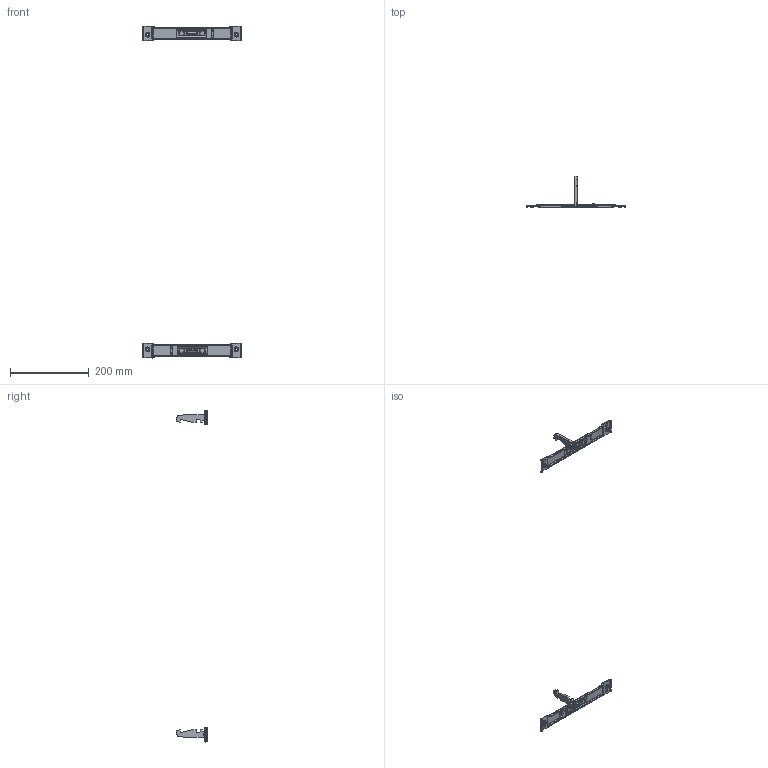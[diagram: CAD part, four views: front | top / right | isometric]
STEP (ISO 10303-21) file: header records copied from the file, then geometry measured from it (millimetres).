
FILE_DESCRIPTION(/* description */ (''),/* implementation_level */ '2;1');
FILE_NAME(/* name */ '3D_100-0585-XX.sat.ipt.stp',/* time_stamp */ '2023-05-08T11:53:12+02:00',/* author */ (''),/* organization */ (''),/* preprocessor_version */ 'ST-DEVELOPER v18.1',/* originating_system */ 'Autodesk Inventor 2021',/* authorisation */ '');
FILE_SCHEMA (('CONFIG_CONTROL_DESIGN'));
Products named in the file (1): 3D_100-0585-XX.sat
Bounding box: 250 x 79.2 x 843 mm (x, y, z)
Volume: 64486.3 mm3; surface area: 57950.9 mm2
Topology: 2 solids, 2 shells, 1010 faces, 2584 edges, 1582 vertices
Faces by surface type: cylinder 372, plane 348, bspline 290
Full cylindrical faces by diameter (mm): 3 x2, 6.5 x2, 6.6 x4, 6.8 x2, 7.2 x2, 8.45 x4, 11.8 x2, 13 x4
Entity records: 90869 total; most frequent: CARTESIAN_POINT 66771, ORIENTED_EDGE 5152, DIRECTION 4906, EDGE_CURVE 2576, AXIS2_PLACEMENT_3D 1817, VERTEX_POINT 1582, LINE 1272, VECTOR 1272
